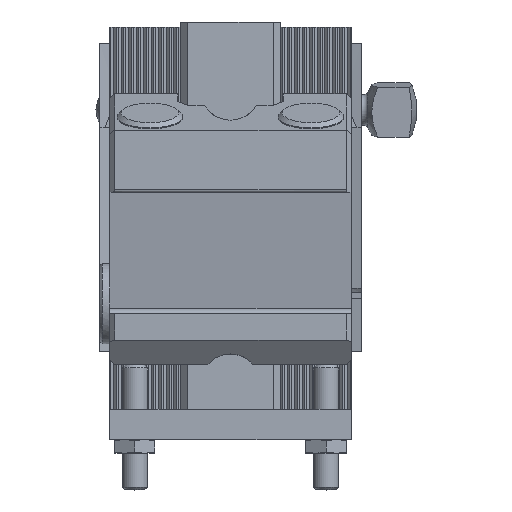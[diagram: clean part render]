
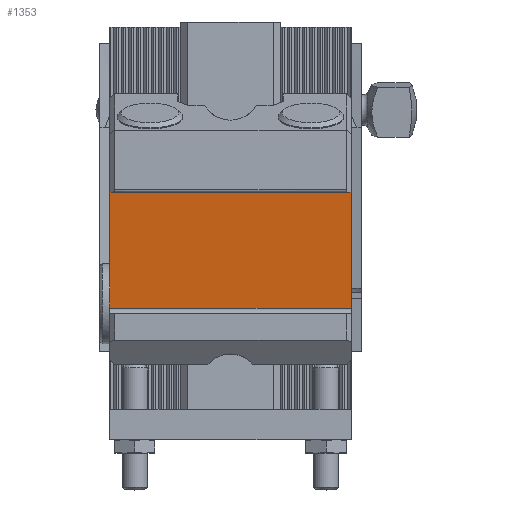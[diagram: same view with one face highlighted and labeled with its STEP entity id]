
A CAD part, top view. The second image highlights one B-rep face of the part: STEP entity #1353.
In plain terms, the highlighted planar face has unit normal (0, -0.139, 0.99).
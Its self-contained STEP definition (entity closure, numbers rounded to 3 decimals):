
#686=PLANE('',#18383);
#1353=ADVANCED_FACE('',(#2075),#686,.F.);
#2075=FACE_OUTER_BOUND('',#2793,.T.);
#2793=EDGE_LOOP('',(#12232,#12233,#12234,#12235,#12236));
#5187=LINE('',#27516,#7536);
#5233=LINE('',#27667,#7582);
#5234=LINE('',#27669,#7583);
#5235=LINE('',#27671,#7584);
#5236=LINE('',#27673,#7585);
#7536=VECTOR('',#21944,1.);
#7582=VECTOR('',#22166,1.);
#7583=VECTOR('',#22167,1.);
#7584=VECTOR('',#22168,1.);
#7585=VECTOR('',#22169,1.);
#12232=ORIENTED_EDGE('',*,*,#17378,.F.);
#12233=ORIENTED_EDGE('',*,*,#17379,.T.);
#12234=ORIENTED_EDGE('',*,*,#17380,.T.);
#12235=ORIENTED_EDGE('',*,*,#17381,.F.);
#12236=ORIENTED_EDGE('',*,*,#17331,.F.);
#14762=VERTEX_POINT('',#27514);
#14764=VERTEX_POINT('',#27517);
#14781=VERTEX_POINT('',#27668);
#14782=VERTEX_POINT('',#27670);
#14783=VERTEX_POINT('',#27672);
#17331=EDGE_CURVE('',#14762,#14764,#5187,.T.);
#17378=EDGE_CURVE('',#14781,#14762,#5233,.T.);
#17379=EDGE_CURVE('',#14781,#14782,#5234,.T.);
#17380=EDGE_CURVE('',#14782,#14783,#5235,.T.);
#17381=EDGE_CURVE('',#14764,#14783,#5236,.T.);
#18383=AXIS2_PLACEMENT_3D('',#27674,#22170,#22171);
#21944=DIRECTION('',(0.,0.99,0.139));
#22166=DIRECTION('',(0.,0.99,0.139));
#22167=DIRECTION('',(1.,0.,0.));
#22168=DIRECTION('',(0.,0.99,0.139));
#22169=DIRECTION('',(1.,0.,0.));
#22170=DIRECTION('',(0.,0.139,-0.99));
#22171=DIRECTION('',(0.,-0.99,-0.139));
#27514=CARTESIAN_POINT('',(-24.033,-17.72,66.659));
#27516=CARTESIAN_POINT('',(-24.033,-25.,65.635));
#27517=CARTESIAN_POINT('',(-24.033,0.,69.149));
#27667=CARTESIAN_POINT('',(-24.033,-25.,65.635));
#27668=CARTESIAN_POINT('',(-24.033,-23.861,65.796));
#27669=CARTESIAN_POINT('',(23.967,-23.861,65.796));
#27670=CARTESIAN_POINT('',(23.967,-23.861,65.796));
#27671=CARTESIAN_POINT('',(23.967,-25.,65.635));
#27672=CARTESIAN_POINT('',(23.967,0.,69.149));
#27673=CARTESIAN_POINT('',(-24.033,0.,69.149));
#27674=CARTESIAN_POINT('',(-24.033,-25.,65.635));
